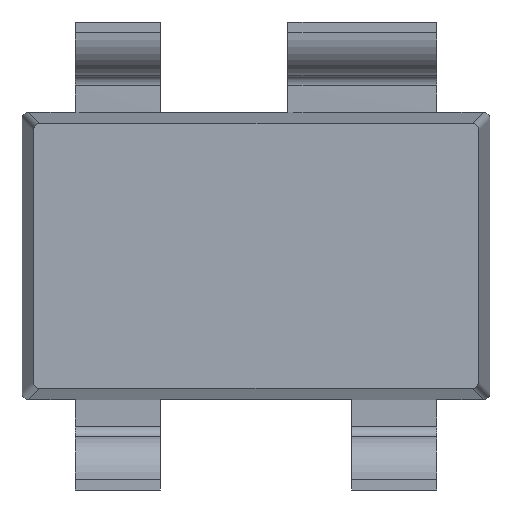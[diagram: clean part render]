
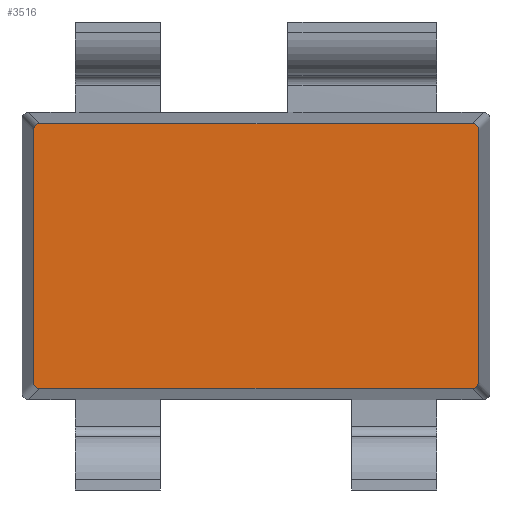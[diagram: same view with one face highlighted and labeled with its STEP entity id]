
A CAD part, front view. The second image highlights one B-rep face of the part: STEP entity #3516.
In plain terms, the highlighted planar face has unit normal (0, -1, 0).
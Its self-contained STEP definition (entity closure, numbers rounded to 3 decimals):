
#21 = EDGE_CURVE ( 'NONE', #3320, #3118, #3337, .T. ) ;
#99 = ORIENTED_EDGE ( 'NONE', *, *, #4309, .F. ) ;
#175 = CARTESIAN_POINT ( 'NONE',  ( -1.034, 0.1, -0.622 ) ) ;
#442 = CARTESIAN_POINT ( 'NONE',  ( 1.047, 0.1, 0. ) ) ;
#556 = EDGE_CURVE ( 'NONE', #3740, #3320, #3783, .T. ) ;
#585 = ORIENTED_EDGE ( 'NONE', *, *, #2396, .F. ) ;
#671 = VECTOR ( 'NONE', #4337, 1000. ) ;
#678 = ORIENTED_EDGE ( 'NONE', *, *, #1694, .F. ) ;
#688 = LINE ( 'NONE', #3444, #2055 ) ;
#728 = AXIS2_PLACEMENT_3D ( 'NONE', #2288, #1198, #1892 ) ;
#809 = CARTESIAN_POINT ( 'NONE',  ( 1.016, 0.1, 0.622 ) ) ;
#847 = EDGE_LOOP ( 'NONE', ( #678, #99, #4213, #1482, #1592, #1826, #2706, #585 ) ) ;
#897 = CARTESIAN_POINT ( 'NONE',  ( 1.047, 0.1, -0.591 ) ) ;
#929 = CARTESIAN_POINT ( 'NONE',  ( 0., 0.1, 0.622 ) ) ;
#1152 = CARTESIAN_POINT ( 'NONE',  ( 1.047, 0.1, 0.609 ) ) ;
#1181 = FACE_OUTER_BOUND ( 'NONE', #847, .T. ) ;
#1198 = DIRECTION ( 'NONE',  ( 0., 1., 0. ) ) ;
#1228 =( BOUNDED_CURVE ( )  B_SPLINE_CURVE ( 3, ( #809, #2865, #1152, #3535 ),
 .UNSPECIFIED., .F., .T. ) 
 B_SPLINE_CURVE_WITH_KNOTS ( ( 4, 4 ),
 ( 5.503, 7.063 ),
 .UNSPECIFIED. ) 
 CURVE ( )  GEOMETRIC_REPRESENTATION_ITEM ( )  RATIONAL_B_SPLINE_CURVE ( ( 1., 0.807, 0.807, 1. ) ) 
 REPRESENTATION_ITEM ( '' )  );
#1248 = CARTESIAN_POINT ( 'NONE',  ( -1.016, 0.1, -0.622 ) ) ;
#1276 = CARTESIAN_POINT ( 'NONE',  ( 1.016, 0.1, -0.622 ) ) ;
#1283 = VERTEX_POINT ( 'NONE', #1680 ) ;
#1302 = CARTESIAN_POINT ( 'NONE',  ( 1.047, 0.1, -0.609 ) ) ;
#1453 = CARTESIAN_POINT ( 'NONE',  ( -1.016, 0.1, 0.622 ) ) ;
#1482 = ORIENTED_EDGE ( 'NONE', *, *, #3586, .F. ) ;
#1483 = DIRECTION ( 'NONE',  ( 0., 0., -1. ) ) ;
#1536 = CARTESIAN_POINT ( 'NONE',  ( 1.047, 0.1, 0.591 ) ) ;
#1592 = ORIENTED_EDGE ( 'NONE', *, *, #1627, .F. ) ;
#1627 = EDGE_CURVE ( 'NONE', #3118, #4366, #2636, .T. ) ;
#1680 = CARTESIAN_POINT ( 'NONE',  ( 1.047, 0.1, -0.591 ) ) ;
#1694 = EDGE_CURVE ( 'NONE', #1283, #4140, #1822, .T. ) ;
#1779 = DIRECTION ( 'NONE',  ( -1., 0., 0. ) ) ;
#1822 =( BOUNDED_CURVE ( )  B_SPLINE_CURVE ( 3, ( #897, #1302, #3980, #1276 ),
 .UNSPECIFIED., .F., .T. ) 
 B_SPLINE_CURVE_WITH_KNOTS ( ( 4, 4 ),
 ( 5.503, 7.063 ),
 .UNSPECIFIED. ) 
 CURVE ( )  GEOMETRIC_REPRESENTATION_ITEM ( )  RATIONAL_B_SPLINE_CURVE ( ( 1., 0.807, 0.807, 1. ) ) 
 REPRESENTATION_ITEM ( '' )  );
#1826 = ORIENTED_EDGE ( 'NONE', *, *, #21, .F. ) ;
#1886 = DIRECTION ( 'NONE',  ( 0., 0., 1. ) ) ;
#1892 = DIRECTION ( 'NONE',  ( 0., 0., 1. ) ) ;
#2022 = EDGE_CURVE ( 'NONE', #3065, #2139, #1228, .T. ) ;
#2055 = VECTOR ( 'NONE', #1779, 1000. ) ;
#2139 = VERTEX_POINT ( 'NONE', #1536 ) ;
#2271 = PLANE ( 'NONE',  #728 ) ;
#2288 = CARTESIAN_POINT ( 'NONE',  ( 0., 0.1, 0. ) ) ;
#2302 = CARTESIAN_POINT ( 'NONE',  ( -1.034, 0.1, 0.622 ) ) ;
#2390 = CARTESIAN_POINT ( 'NONE',  ( -1.016, 0.1, -0.622 ) ) ;
#2396 = EDGE_CURVE ( 'NONE', #4140, #3740, #688, .T. ) ;
#2417 = LINE ( 'NONE', #929, #671 ) ;
#2503 = LINE ( 'NONE', #442, #3346 ) ;
#2531 = CARTESIAN_POINT ( 'NONE',  ( -1.047, 0.1, 0. ) ) ;
#2636 =( BOUNDED_CURVE ( )  B_SPLINE_CURVE ( 3, ( #2694, #3654, #2302, #2674 ),
 .UNSPECIFIED., .F., .F. ) 
 B_SPLINE_CURVE_WITH_KNOTS ( ( 4, 4 ),
 ( 5.503, 7.063 ),
 .UNSPECIFIED. ) 
 CURVE ( )  GEOMETRIC_REPRESENTATION_ITEM ( )  RATIONAL_B_SPLINE_CURVE ( ( 1., 0.807, 0.807, 1. ) ) 
 REPRESENTATION_ITEM ( '' )  );
#2674 = CARTESIAN_POINT ( 'NONE',  ( -1.016, 0.1, 0.622 ) ) ;
#2694 = CARTESIAN_POINT ( 'NONE',  ( -1.047, 0.1, 0.591 ) ) ;
#2706 = ORIENTED_EDGE ( 'NONE', *, *, #556, .F. ) ;
#2730 = CARTESIAN_POINT ( 'NONE',  ( -1.047, 0.1, -0.591 ) ) ;
#2865 = CARTESIAN_POINT ( 'NONE',  ( 1.034, 0.1, 0.622 ) ) ;
#2999 = CARTESIAN_POINT ( 'NONE',  ( -1.047, 0.1, 0.591 ) ) ;
#3043 = VECTOR ( 'NONE', #1886, 1000. ) ;
#3052 = CARTESIAN_POINT ( 'NONE',  ( 1.016, 0.1, -0.622 ) ) ;
#3065 = VERTEX_POINT ( 'NONE', #3191 ) ;
#3118 = VERTEX_POINT ( 'NONE', #2999 ) ;
#3191 = CARTESIAN_POINT ( 'NONE',  ( 1.016, 0.1, 0.622 ) ) ;
#3320 = VERTEX_POINT ( 'NONE', #2730 ) ;
#3337 = LINE ( 'NONE', #2531, #3043 ) ;
#3346 = VECTOR ( 'NONE', #1483, 1000. ) ;
#3444 = CARTESIAN_POINT ( 'NONE',  ( 0., 0.1, -0.622 ) ) ;
#3516 = ADVANCED_FACE ( 'NONE', ( #1181 ), #2271, .F. ) ;
#3535 = CARTESIAN_POINT ( 'NONE',  ( 1.047, 0.1, 0.591 ) ) ;
#3586 = EDGE_CURVE ( 'NONE', #4366, #3065, #2417, .T. ) ;
#3645 = CARTESIAN_POINT ( 'NONE',  ( -1.047, 0.1, -0.609 ) ) ;
#3654 = CARTESIAN_POINT ( 'NONE',  ( -1.047, 0.1, 0.609 ) ) ;
#3740 = VERTEX_POINT ( 'NONE', #2390 ) ;
#3783 =( BOUNDED_CURVE ( )  B_SPLINE_CURVE ( 3, ( #1248, #175, #3645, #4312 ),
 .UNSPECIFIED., .F., .T. ) 
 B_SPLINE_CURVE_WITH_KNOTS ( ( 4, 4 ),
 ( 5.503, 7.063 ),
 .UNSPECIFIED. ) 
 CURVE ( )  GEOMETRIC_REPRESENTATION_ITEM ( )  RATIONAL_B_SPLINE_CURVE ( ( 1., 0.807, 0.807, 1. ) ) 
 REPRESENTATION_ITEM ( '' )  );
#3980 = CARTESIAN_POINT ( 'NONE',  ( 1.034, 0.1, -0.622 ) ) ;
#4140 = VERTEX_POINT ( 'NONE', #3052 ) ;
#4213 = ORIENTED_EDGE ( 'NONE', *, *, #2022, .F. ) ;
#4309 = EDGE_CURVE ( 'NONE', #2139, #1283, #2503, .T. ) ;
#4312 = CARTESIAN_POINT ( 'NONE',  ( -1.047, 0.1, -0.591 ) ) ;
#4337 = DIRECTION ( 'NONE',  ( 1., 0., 0. ) ) ;
#4366 = VERTEX_POINT ( 'NONE', #1453 ) ;
